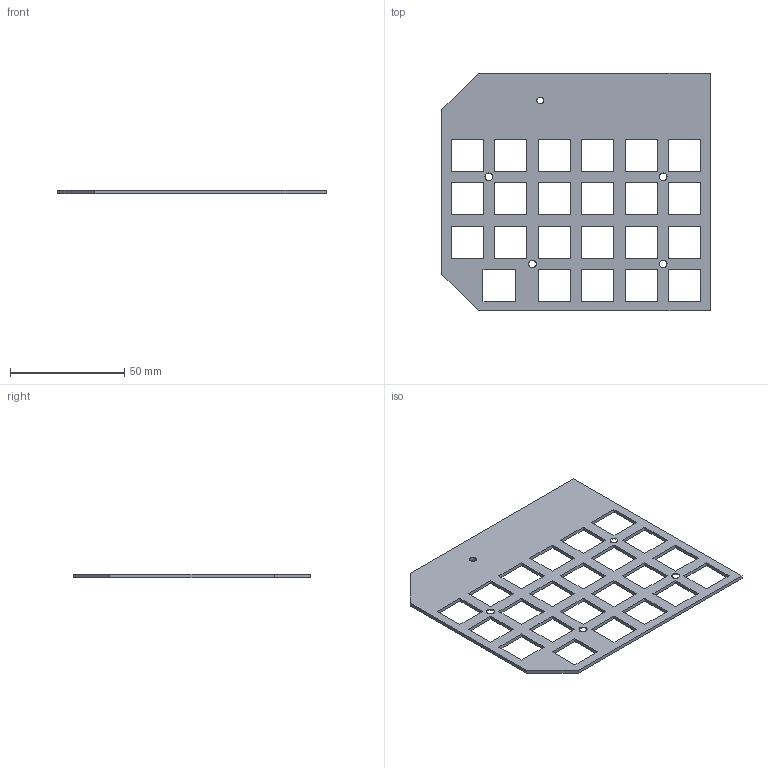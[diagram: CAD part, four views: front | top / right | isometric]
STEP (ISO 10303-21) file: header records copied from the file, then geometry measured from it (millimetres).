
FILE_DESCRIPTION (( 'STEP AP203' ), '1' );
FILE_NAME ('right plate.STEP', '2021-05-22T20:55:36', ( '' ), ( '' ), 'SwSTEP 2.0', 'SolidWorks 2017', '' );
FILE_SCHEMA (( 'CONFIG_CONTROL_DESIGN' ));
Length unit declared in the file: millimetre
Products named in the file (1): right plate
Bounding box: 117.25 x 104 x 1.5 mm (x, y, z)
Volume: 11022.2 mm3; surface area: 17393.7 mm2
Topology: 1 solids, 1 shells, 118 faces, 340 edges, 224 vertices
Faces by surface type: plane 100, cylinder 10, cone 8
Entity records: 3997 total; most frequent: CARTESIAN_POINT 683, ORIENTED_EDGE 680, DIRECTION 606, EDGE_CURVE 340, LINE 312, VECTOR 312, VERTEX_POINT 224, EDGE_LOOP 174
